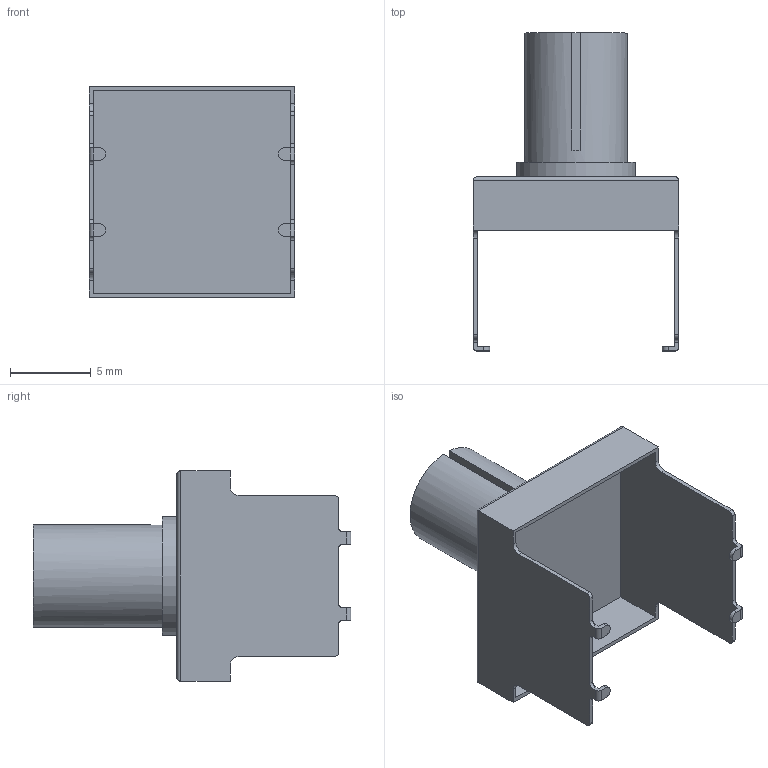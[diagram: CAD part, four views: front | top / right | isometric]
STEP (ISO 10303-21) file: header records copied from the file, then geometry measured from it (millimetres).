
FILE_DESCRIPTION(/* description */ ('Series M2100 - LED Tipped Actuators - body cover-'),/* implementation_level */ '2;1');
FILE_NAME(/* name */ 'M211LW01-body-cover.ipt.step',/* time_stamp */ '2014-01-07T11:07:04-08:00',/* author */ ('Cadenas PARTsolutions'),/* organization */ ('NKKSWITCHES'),/* preprocessor_version */ 'ST-DEVELOPER v15.2',/* originating_system */ 'Autodesk Inventor 2014',/* authorisation */ '');
FILE_SCHEMA (('AUTOMOTIVE_DESIGN { 1 0 10303 214 3 1 1 }'));
Length unit declared in the file: inch
Products named in the file (1): M211LW01-body-cover
Bounding box: 12.7 x 19.66 x 13 mm (x, y, z)
Volume: 386.1 mm3; surface area: 1134.8 mm2
Topology: 1 solids, 1 shells, 76 faces, 209 edges, 138 vertices
Faces by surface type: plane 45, cylinder 31
Full cylindrical faces by diameter (mm): 4.318 x1, 6.35 x1, 7.366 x1
Entity records: 2419 total; most frequent: CARTESIAN_POINT 419, DIRECTION 418, ORIENTED_EDGE 410, EDGE_CURVE 205, LINE 146, VECTOR 146, VERTEX_POINT 137, AXIS2_PLACEMENT_3D 136
